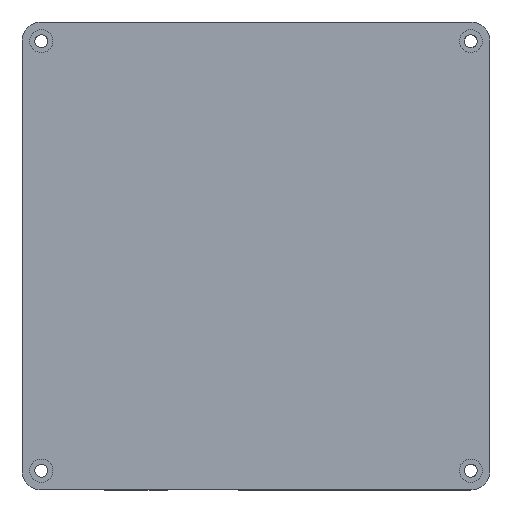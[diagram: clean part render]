
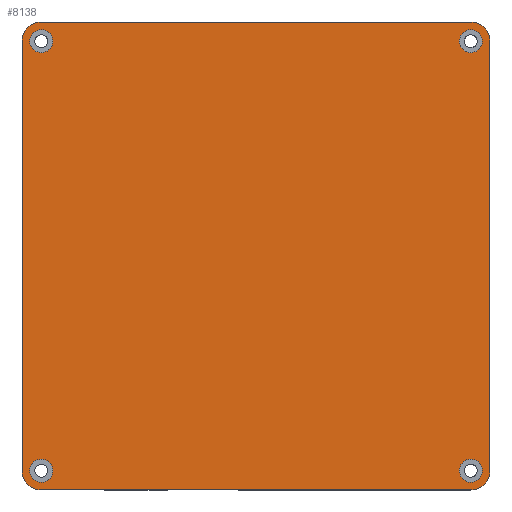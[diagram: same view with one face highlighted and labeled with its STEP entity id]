
A CAD part, front view. The second image highlights one B-rep face of the part: STEP entity #8138.
In plain terms, the highlighted planar face has unit normal (0, -1, 0).
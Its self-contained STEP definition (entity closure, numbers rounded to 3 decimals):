
#241=FACE_BOUND('',#1185,.T.);
#242=FACE_BOUND('',#1186,.T.);
#243=FACE_BOUND('',#1187,.T.);
#244=FACE_BOUND('',#1188,.T.);
#546=PLANE('',#8640);
#762=FACE_OUTER_BOUND('',#1184,.T.);
#1184=EDGE_LOOP('',(#5735,#5736,#5737,#5738,#5739,#5740,#5741,#5742));
#1185=EDGE_LOOP('',(#5743));
#1186=EDGE_LOOP('',(#5744));
#1187=EDGE_LOOP('',(#5745));
#1188=EDGE_LOOP('',(#5746));
#1877=LINE('',#11937,#2597);
#1891=LINE('',#11981,#2611);
#1897=LINE('',#11994,#2617);
#1899=LINE('',#12000,#2619);
#2597=VECTOR('',#9481,10.);
#2611=VECTOR('',#9517,10.);
#2617=VECTOR('',#9529,10.);
#2619=VECTOR('',#9537,10.);
#3314=CIRCLE('',#8601,5.);
#3322=CIRCLE('',#8612,5.);
#3323=CIRCLE('',#8615,5.);
#3324=CIRCLE('',#8618,5.);
#3326=CIRCLE('',#8628,3.);
#3328=CIRCLE('',#8631,3.);
#3330=CIRCLE('',#8634,3.);
#3332=CIRCLE('',#8637,3.);
#3737=VERTEX_POINT('',#11927);
#3738=VERTEX_POINT('',#11929);
#3740=VERTEX_POINT('',#11935);
#3758=VERTEX_POINT('',#11975);
#3759=VERTEX_POINT('',#11979);
#3760=VERTEX_POINT('',#11983);
#3763=VERTEX_POINT('',#11992);
#3764=VERTEX_POINT('',#11996);
#3772=VERTEX_POINT('',#12028);
#3774=VERTEX_POINT('',#12034);
#3776=VERTEX_POINT('',#12040);
#3778=VERTEX_POINT('',#12046);
#4487=EDGE_CURVE('',#3737,#3738,#3314,.T.);
#4491=EDGE_CURVE('',#3737,#3740,#1877,.T.);
#4511=EDGE_CURVE('',#3758,#3740,#3322,.T.);
#4513=EDGE_CURVE('',#3758,#3759,#1891,.T.);
#4515=EDGE_CURVE('',#3760,#3759,#3323,.T.);
#4520=EDGE_CURVE('',#3760,#3763,#1897,.T.);
#4522=EDGE_CURVE('',#3764,#3763,#3324,.T.);
#4523=EDGE_CURVE('',#3764,#3738,#1899,.T.);
#4538=EDGE_CURVE('',#3772,#3772,#3326,.T.);
#4541=EDGE_CURVE('',#3774,#3774,#3328,.T.);
#4544=EDGE_CURVE('',#3776,#3776,#3330,.T.);
#4547=EDGE_CURVE('',#3778,#3778,#3332,.T.);
#5735=ORIENTED_EDGE('',*,*,#4487,.F.);
#5736=ORIENTED_EDGE('',*,*,#4491,.T.);
#5737=ORIENTED_EDGE('',*,*,#4511,.F.);
#5738=ORIENTED_EDGE('',*,*,#4513,.T.);
#5739=ORIENTED_EDGE('',*,*,#4515,.F.);
#5740=ORIENTED_EDGE('',*,*,#4520,.T.);
#5741=ORIENTED_EDGE('',*,*,#4522,.F.);
#5742=ORIENTED_EDGE('',*,*,#4523,.T.);
#5743=ORIENTED_EDGE('',*,*,#4547,.F.);
#5744=ORIENTED_EDGE('',*,*,#4541,.F.);
#5745=ORIENTED_EDGE('',*,*,#4544,.F.);
#5746=ORIENTED_EDGE('',*,*,#4538,.F.);
#8138=ADVANCED_FACE('',(#762,#241,#242,#243,#244),#546,.F.);
#8601=AXIS2_PLACEMENT_3D('',#11930,#9474,#9475);
#8612=AXIS2_PLACEMENT_3D('',#11977,#9512,#9513);
#8615=AXIS2_PLACEMENT_3D('',#11985,#9521,#9522);
#8618=AXIS2_PLACEMENT_3D('',#11998,#9533,#9534);
#8628=AXIS2_PLACEMENT_3D('',#12030,#9567,#9568);
#8631=AXIS2_PLACEMENT_3D('',#12036,#9574,#9575);
#8634=AXIS2_PLACEMENT_3D('',#12042,#9581,#9582);
#8637=AXIS2_PLACEMENT_3D('',#12048,#9588,#9589);
#8640=AXIS2_PLACEMENT_3D('',#12052,#9595,#9596);
#9474=DIRECTION('center_axis',(0.,1.,0.));
#9475=DIRECTION('ref_axis',(0.707,0.,0.707));
#9481=DIRECTION('',(-1.,0.,0.));
#9512=DIRECTION('center_axis',(0.,1.,0.));
#9513=DIRECTION('ref_axis',(-0.707,0.,0.707));
#9517=DIRECTION('',(0.,0.,-1.));
#9521=DIRECTION('center_axis',(0.,1.,0.));
#9522=DIRECTION('ref_axis',(-0.707,0.,-0.707));
#9529=DIRECTION('',(1.,0.,0.));
#9533=DIRECTION('center_axis',(0.,1.,0.));
#9534=DIRECTION('ref_axis',(0.707,0.,-0.707));
#9537=DIRECTION('',(0.,0.,1.));
#9567=DIRECTION('center_axis',(0.,-1.,0.));
#9568=DIRECTION('ref_axis',(1.,0.,0.));
#9574=DIRECTION('center_axis',(0.,-1.,0.));
#9575=DIRECTION('ref_axis',(1.,0.,0.));
#9581=DIRECTION('center_axis',(0.,-1.,0.));
#9582=DIRECTION('ref_axis',(1.,0.,0.));
#9588=DIRECTION('center_axis',(0.,-1.,0.));
#9589=DIRECTION('ref_axis',(1.,0.,0.));
#9595=DIRECTION('center_axis',(0.,1.,0.));
#9596=DIRECTION('ref_axis',(1.,0.,0.));
#11927=CARTESIAN_POINT('',(78.736,0.,98.793));
#11929=CARTESIAN_POINT('',(83.736,0.,93.793));
#11930=CARTESIAN_POINT('Origin',(78.736,0.,93.793));
#11935=CARTESIAN_POINT('',(-33.394,0.,98.793));
#11937=CARTESIAN_POINT('',(83.736,0.,98.793));
#11975=CARTESIAN_POINT('',(-38.394,0.,93.793));
#11977=CARTESIAN_POINT('Origin',(-33.394,0.,93.793));
#11979=CARTESIAN_POINT('',(-38.394,0.,-18.337));
#11981=CARTESIAN_POINT('',(-38.394,0.,98.793));
#11983=CARTESIAN_POINT('',(-33.394,0.,-23.337));
#11985=CARTESIAN_POINT('Origin',(-33.394,0.,-18.337));
#11992=CARTESIAN_POINT('',(78.736,0.,-23.337));
#11994=CARTESIAN_POINT('',(-38.394,0.,-23.337));
#11996=CARTESIAN_POINT('',(83.736,0.,-18.337));
#11998=CARTESIAN_POINT('Origin',(78.736,0.,-18.337));
#12000=CARTESIAN_POINT('',(83.736,0.,-23.337));
#12028=CARTESIAN_POINT('',(-36.394,0.,-18.337));
#12030=CARTESIAN_POINT('Origin',(-33.394,0.,-18.337));
#12034=CARTESIAN_POINT('',(75.736,0.,-18.337));
#12036=CARTESIAN_POINT('Origin',(78.736,0.,-18.337));
#12040=CARTESIAN_POINT('',(75.736,0.,93.793));
#12042=CARTESIAN_POINT('Origin',(78.736,0.,93.793));
#12046=CARTESIAN_POINT('',(-36.394,0.,93.793));
#12048=CARTESIAN_POINT('Origin',(-33.394,0.,93.793));
#12052=CARTESIAN_POINT('Origin',(22.671,0.,37.728));
